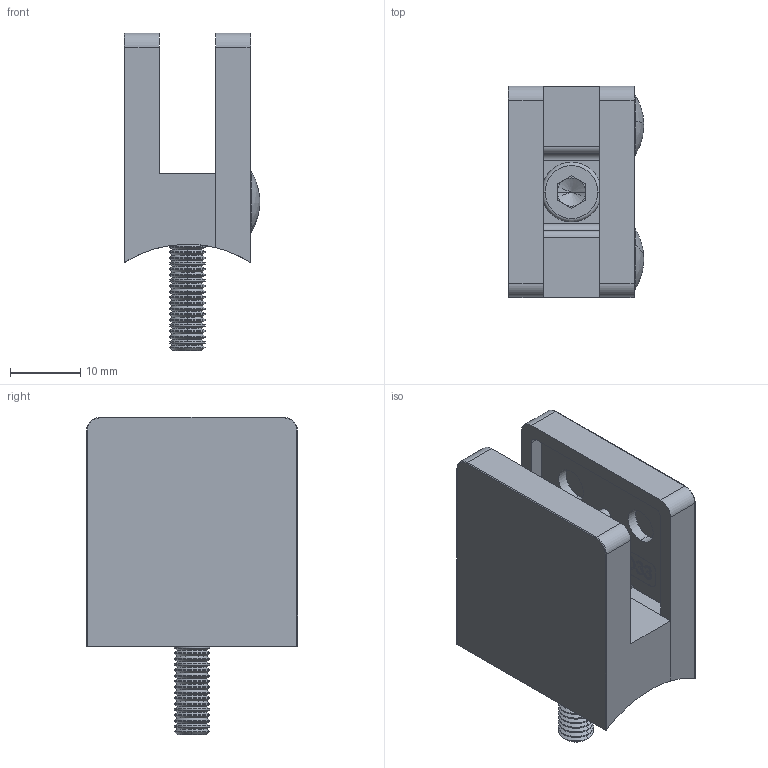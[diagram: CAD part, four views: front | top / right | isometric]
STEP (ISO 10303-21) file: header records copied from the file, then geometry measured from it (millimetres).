
FILE_DESCRIPTION (( 'STEP AP203' ), '1' );
FILE_NAME ('2233-V2A.step', '2018-07-05T08:37:44', ( '' ), ( '' ), 'SwSTEP 2.0', 'SolidWorks 2015', '' );
FILE_SCHEMA (( 'CONFIG_CONTROL_DESIGN' ));
Length unit declared in the file: millimetre
Products named in the file (6): Modell 22 Oberteil_2233-V2A Teil2; Kappe; Modell 22 Unterteil_2233-V2A Teil1; 2233-V2A; socket head cap screw_din_DIN 912 M5 x 20 --- 20S; socket countersunk head screw_din_DIN 7991 - M4 x 10 --- 5.6S
Assembly tree (7 placements, depth 2):
  2233-V2A
    Modell 22 Unterteil_2233-V2A Teil1
    Modell 22 Oberteil_2233-V2A Teil2
    socket countersunk head screw_din_DIN 7991 - M4 x 10 --- 5.6S  x2
    Kappe  x2
    socket head cap screw_din_DIN 912 M5 x 20 --- 20S
Bounding box: 19.3 x 30 x 45.15 mm (x, y, z)
Volume: 9057.5 mm3; surface area: 8324.2 mm2
Topology: 7 solids, 7 shells, 936 faces, 2464 edges, 1587 vertices
Faces by surface type: plane 338, bspline 214, cylinder 184, cone 180, torus 16, sphere 4
Entity records: 38326 total; most frequent: CARTESIAN_POINT 17503, ORIENTED_EDGE 4508, DIRECTION 3662, EDGE_CURVE 2254, VERTEX_POINT 1465, VECTOR 1266, LINE 1266, AXIS2_PLACEMENT_3D 1198
